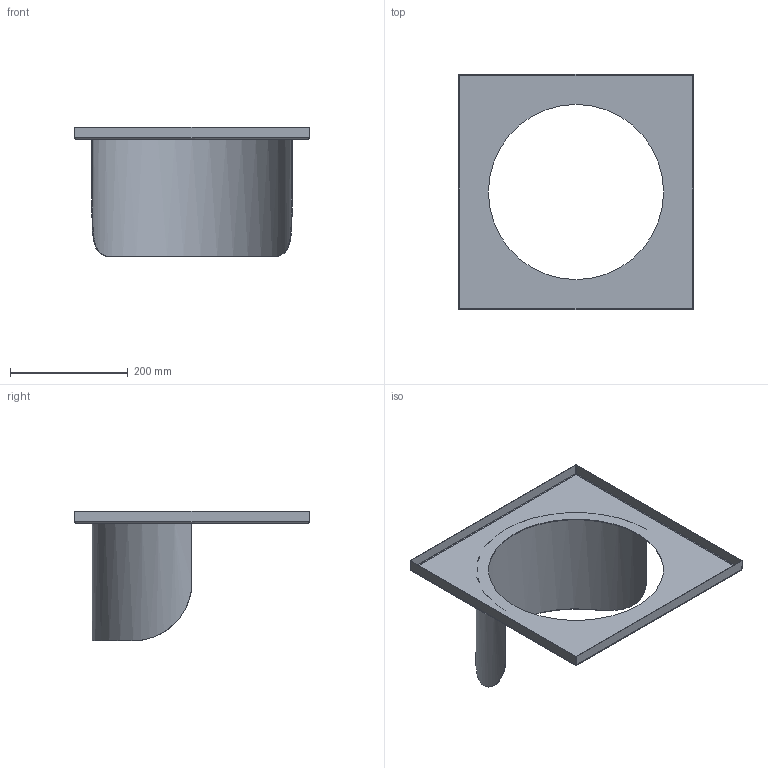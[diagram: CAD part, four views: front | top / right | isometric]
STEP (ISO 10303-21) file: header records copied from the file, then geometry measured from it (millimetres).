
FILE_DESCRIPTION (( 'STEP AP203' ), '1' );
FILE_NAME ('DRRR.STEP', '2024-05-13T04:46:57', ( '' ), ( '' ), 'SwSTEP 2.0', 'SolidWorks 2021', '' );
FILE_SCHEMA (( 'CONFIG_CONTROL_DESIGN' ));
Length unit declared in the file: millimetre
Products named in the file (1): DRRR
Bounding box: 400 x 400 x 220 mm (x, y, z)
Volume: 265506.5 mm3; surface area: 447239.8 mm2
Topology: 2 solids, 2 shells, 48 faces, 100 edges, 56 vertices
Faces by surface type: plane 26, cylinder 14, bspline 8
Entity records: 1899 total; most frequent: CARTESIAN_POINT 873, ORIENTED_EDGE 200, DIRECTION 170, EDGE_CURVE 100, VECTOR 72, LINE 72, VERTEX_POINT 56, EDGE_LOOP 50
